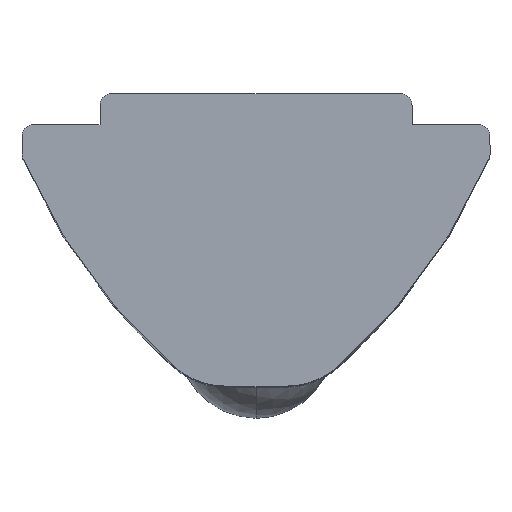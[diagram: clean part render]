
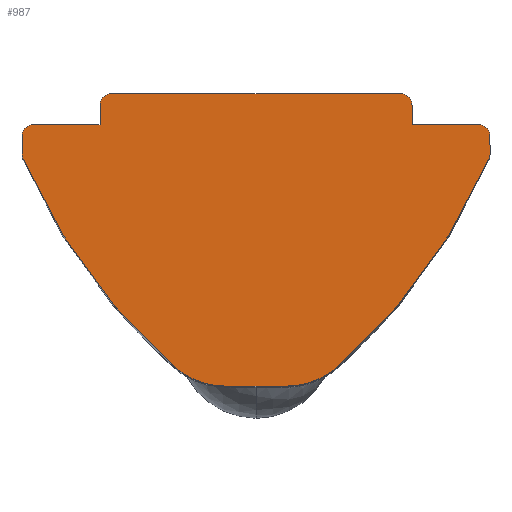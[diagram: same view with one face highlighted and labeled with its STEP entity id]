
A CAD part, top view. The second image highlights one B-rep face of the part: STEP entity #987.
In plain terms, the highlighted planar face has unit normal (0, 0, 1).
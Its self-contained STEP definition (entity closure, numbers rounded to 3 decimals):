
#3 = DIRECTION ( 'NONE',  ( 0., -1., 0. ) ) ;
#11 = EDGE_CURVE ( 'NONE', #1121, #1077, #290, .T. ) ;
#21 = AXIS2_PLACEMENT_3D ( 'NONE', #531, #537, #58 ) ;
#41 = EDGE_CURVE ( 'NONE', #47, #991, #556, .T. ) ;
#47 = VERTEX_POINT ( 'NONE', #186 ) ;
#51 = AXIS2_PLACEMENT_3D ( 'NONE', #1204, #404, #697 ) ;
#52 = CARTESIAN_POINT ( 'NONE',  ( -5.976, -1.657, 10. ) ) ;
#58 = DIRECTION ( 'NONE',  ( 1., 0., 0. ) ) ;
#72 = VECTOR ( 'NONE', #143, 1000. ) ;
#73 = ORIENTED_EDGE ( 'NONE', *, *, #1171, .T. ) ;
#74 = DIRECTION ( 'NONE',  ( 0., 0., 1. ) ) ;
#85 = VECTOR ( 'NONE', #1035, 1000. ) ;
#89 = VERTEX_POINT ( 'NONE', #1247 ) ;
#90 = AXIS2_PLACEMENT_3D ( 'NONE', #198, #1099, #612 ) ;
#95 = ORIENTED_EDGE ( 'NONE', *, *, #41, .T. ) ;
#97 = DIRECTION ( 'NONE',  ( 0., 0., 1. ) ) ;
#102 = CIRCLE ( 'NONE', #1123, 2. ) ;
#104 = CARTESIAN_POINT ( 'NONE',  ( 4., -0.3, 10. ) ) ;
#127 = VECTOR ( 'NONE', #554, 1000. ) ;
#128 = CIRCLE ( 'NONE', #414, 2. ) ;
#134 = ORIENTED_EDGE ( 'NONE', *, *, #1229, .T. ) ;
#135 = CARTESIAN_POINT ( 'NONE',  ( -3.7, 0., 10. ) ) ;
#137 = EDGE_CURVE ( 'NONE', #670, #1232, #102, .T. ) ;
#138 = CARTESIAN_POINT ( 'NONE',  ( -1.5, -7.5, 10. ) ) ;
#143 = DIRECTION ( 'NONE',  ( 1., 0., 0. ) ) ;
#149 = VECTOR ( 'NONE', #3, 1000. ) ;
#150 = DIRECTION ( 'NONE',  ( 0., -1., 0. ) ) ;
#167 = CIRCLE ( 'NONE', #434, 0.3 ) ;
#177 = EDGE_CURVE ( 'NONE', #991, #725, #571, .T. ) ;
#185 = ORIENTED_EDGE ( 'NONE', *, *, #1090, .T. ) ;
#186 = CARTESIAN_POINT ( 'NONE',  ( 3.7, 0., 10. ) ) ;
#197 = CARTESIAN_POINT ( 'NONE',  ( 3.7, -0.3, 10. ) ) ;
#198 = CARTESIAN_POINT ( 'NONE',  ( -5.7, -1.539, 10. ) ) ;
#209 = DIRECTION ( 'NONE',  ( 1., 0., 0. ) ) ;
#216 = VERTEX_POINT ( 'NONE', #104 ) ;
#219 = VERTEX_POINT ( 'NONE', #686 ) ;
#240 = LINE ( 'NONE', #830, #395 ) ;
#254 = CARTESIAN_POINT ( 'NONE',  ( 5.7, -0.8, 10. ) ) ;
#259 = CARTESIAN_POINT ( 'NONE',  ( -6., -1.1, 10. ) ) ;
#262 = CARTESIAN_POINT ( 'NONE',  ( 4., 0., 10. ) ) ;
#266 = CARTESIAN_POINT ( 'NONE',  ( -3.7, -0.3, 10. ) ) ;
#269 = CIRCLE ( 'NONE', #90, 0.3 ) ;
#270 = CIRCLE ( 'NONE', #513, 0.3 ) ;
#278 = DIRECTION ( 'NONE',  ( -1., 0., 0. ) ) ;
#279 = CARTESIAN_POINT ( 'NONE',  ( 6., -1.539, 10. ) ) ;
#290 = LINE ( 'NONE', #860, #127 ) ;
#292 = CARTESIAN_POINT ( 'NONE',  ( 6., -1.1, 10. ) ) ;
#294 = EDGE_CURVE ( 'NONE', #793, #219, #128, .T. ) ;
#300 = DIRECTION ( 'NONE',  ( 1., 0., 0. ) ) ;
#310 = DIRECTION ( 'NONE',  ( 0., 0., 1. ) ) ;
#313 = ORIENTED_EDGE ( 'NONE', *, *, #765, .T. ) ;
#316 = VERTEX_POINT ( 'NONE', #292 ) ;
#318 = EDGE_CURVE ( 'NONE', #772, #1075, #269, .T. ) ;
#320 = CARTESIAN_POINT ( 'NONE',  ( 5.7, -1.1, 10. ) ) ;
#338 = VERTEX_POINT ( 'NONE', #1110 ) ;
#339 = ORIENTED_EDGE ( 'NONE', *, *, #318, .T. ) ;
#359 = EDGE_CURVE ( 'NONE', #1075, #670, #864, .T. ) ;
#377 = CARTESIAN_POINT ( 'NONE',  ( -4., 0., 10. ) ) ;
#381 = DIRECTION ( 'NONE',  ( 0., 0., 1. ) ) ;
#395 = VECTOR ( 'NONE', #730, 1000. ) ;
#397 = CARTESIAN_POINT ( 'NONE',  ( -6., -1.539, 10. ) ) ;
#404 = DIRECTION ( 'NONE',  ( 0., 0., 1. ) ) ;
#414 = AXIS2_PLACEMENT_3D ( 'NONE', #982, #310, #209 ) ;
#434 = AXIS2_PLACEMENT_3D ( 'NONE', #1251, #381, #1148 ) ;
#437 = CARTESIAN_POINT ( 'NONE',  ( 7.806, 4.264, 10. ) ) ;
#442 = VERTEX_POINT ( 'NONE', #279 ) ;
#457 = AXIS2_PLACEMENT_3D ( 'NONE', #197, #97, #300 ) ;
#462 = DIRECTION ( 'NONE',  ( 1., 0., 0. ) ) ;
#472 = CIRCLE ( 'NONE', #21, 0.3 ) ;
#486 = DIRECTION ( 'NONE',  ( 1., 0., 0. ) ) ;
#491 = ORIENTED_EDGE ( 'NONE', *, *, #11, .T. ) ;
#495 = ORIENTED_EDGE ( 'NONE', *, *, #877, .T. ) ;
#496 = FACE_OUTER_BOUND ( 'NONE', #664, .T. ) ;
#498 = VERTEX_POINT ( 'NONE', #259 ) ;
#513 = AXIS2_PLACEMENT_3D ( 'NONE', #320, #1080, #989 ) ;
#514 = ORIENTED_EDGE ( 'NONE', *, *, #1169, .T. ) ;
#531 = CARTESIAN_POINT ( 'NONE',  ( -5.7, -1.1, 10. ) ) ;
#533 = CARTESIAN_POINT ( 'NONE',  ( -4., -0.3, 10. ) ) ;
#536 = ORIENTED_EDGE ( 'NONE', *, *, #137, .T. ) ;
#537 = DIRECTION ( 'NONE',  ( 0., 0., 1. ) ) ;
#548 = AXIS2_PLACEMENT_3D ( 'NONE', #266, #74, #462 ) ;
#550 = CIRCLE ( 'NONE', #742, 15. ) ;
#551 = DIRECTION ( 'NONE',  ( 0., 1., 0. ) ) ;
#554 = DIRECTION ( 'NONE',  ( -1., 0., 0. ) ) ;
#556 = LINE ( 'NONE', #377, #695 ) ;
#565 = CARTESIAN_POINT ( 'NONE',  ( -5.7, -0.8, 10. ) ) ;
#571 = CIRCLE ( 'NONE', #548, 0.3 ) ;
#612 = DIRECTION ( 'NONE',  ( 1., 0., 0. ) ) ;
#617 = VECTOR ( 'NONE', #551, 1000. ) ;
#619 = PLANE ( 'NONE',  #51 ) ;
#625 = CARTESIAN_POINT ( 'NONE',  ( 4., -0.8, 10. ) ) ;
#653 = EDGE_CURVE ( 'NONE', #1232, #793, #1022, .T. ) ;
#664 = EDGE_LOOP ( 'NONE', ( #1057, #1149, #920, #495, #134, #1023, #491, #185, #1036, #95, #694, #313, #1193, #73, #514, #339, #746, #536 ) ) ;
#665 = DIRECTION ( 'NONE',  ( 1., 0., 0. ) ) ;
#666 = LINE ( 'NONE', #918, #85 ) ;
#667 = LINE ( 'NONE', #1256, #149 ) ;
#670 = VERTEX_POINT ( 'NONE', #1117 ) ;
#671 = CARTESIAN_POINT ( 'NONE',  ( -0.776, -5.5, 10. ) ) ;
#686 = CARTESIAN_POINT ( 'NONE',  ( 2.097, -7.002, 10. ) ) ;
#694 = ORIENTED_EDGE ( 'NONE', *, *, #177, .T. ) ;
#695 = VECTOR ( 'NONE', #278, 1000. ) ;
#697 = DIRECTION ( 'NONE',  ( 1., 0., 0. ) ) ;
#725 = VERTEX_POINT ( 'NONE', #533 ) ;
#730 = DIRECTION ( 'NONE',  ( -1., 0., 0. ) ) ;
#732 = EDGE_CURVE ( 'NONE', #89, #1187, #240, .T. ) ;
#742 = AXIS2_PLACEMENT_3D ( 'NONE', #1176, #873, #486 ) ;
#743 = LINE ( 'NONE', #262, #617 ) ;
#746 = ORIENTED_EDGE ( 'NONE', *, *, #359, .T. ) ;
#765 = EDGE_CURVE ( 'NONE', #725, #89, #667, .T. ) ;
#772 = VERTEX_POINT ( 'NONE', #397 ) ;
#782 = CARTESIAN_POINT ( 'NONE',  ( 0.776, -7.5, 10. ) ) ;
#793 = VERTEX_POINT ( 'NONE', #782 ) ;
#826 = EDGE_CURVE ( 'NONE', #219, #338, #550, .T. ) ;
#829 = EDGE_CURVE ( 'NONE', #216, #47, #950, .T. ) ;
#830 = CARTESIAN_POINT ( 'NONE',  ( -4., -0.8, 10. ) ) ;
#851 = LINE ( 'NONE', #1025, #1079 ) ;
#860 = CARTESIAN_POINT ( 'NONE',  ( 4., -0.8, 10. ) ) ;
#861 = DIRECTION ( 'NONE',  ( 0., 0., 1. ) ) ;
#864 = CIRCLE ( 'NONE', #1083, 15. ) ;
#873 = DIRECTION ( 'NONE',  ( 0., 0., 1. ) ) ;
#877 = EDGE_CURVE ( 'NONE', #338, #442, #167, .T. ) ;
#918 = CARTESIAN_POINT ( 'NONE',  ( 6., -0.8, 10. ) ) ;
#920 = ORIENTED_EDGE ( 'NONE', *, *, #826, .T. ) ;
#950 = CIRCLE ( 'NONE', #457, 0.3 ) ;
#982 = CARTESIAN_POINT ( 'NONE',  ( 0.776, -5.5, 10. ) ) ;
#987 = ADVANCED_FACE ( 'NONE', ( #496 ), #619, .T. ) ;
#989 = DIRECTION ( 'NONE',  ( 1., 0., 0. ) ) ;
#991 = VERTEX_POINT ( 'NONE', #135 ) ;
#1011 = EDGE_CURVE ( 'NONE', #316, #1121, #270, .T. ) ;
#1022 = LINE ( 'NONE', #138, #72 ) ;
#1023 = ORIENTED_EDGE ( 'NONE', *, *, #1011, .T. ) ;
#1025 = CARTESIAN_POINT ( 'NONE',  ( -6., -0.8, 10. ) ) ;
#1027 = DIRECTION ( 'NONE',  ( 1., 0., 0. ) ) ;
#1035 = DIRECTION ( 'NONE',  ( 0., 1., 0. ) ) ;
#1036 = ORIENTED_EDGE ( 'NONE', *, *, #829, .T. ) ;
#1057 = ORIENTED_EDGE ( 'NONE', *, *, #653, .T. ) ;
#1075 = VERTEX_POINT ( 'NONE', #52 ) ;
#1077 = VERTEX_POINT ( 'NONE', #625 ) ;
#1079 = VECTOR ( 'NONE', #150, 1000. ) ;
#1080 = DIRECTION ( 'NONE',  ( 0., 0., 1. ) ) ;
#1083 = AXIS2_PLACEMENT_3D ( 'NONE', #437, #1211, #1027 ) ;
#1090 = EDGE_CURVE ( 'NONE', #1077, #216, #743, .T. ) ;
#1099 = DIRECTION ( 'NONE',  ( 0., 0., 1. ) ) ;
#1110 = CARTESIAN_POINT ( 'NONE',  ( 5.976, -1.657, 10. ) ) ;
#1117 = CARTESIAN_POINT ( 'NONE',  ( -2.097, -7.002, 10. ) ) ;
#1121 = VERTEX_POINT ( 'NONE', #254 ) ;
#1123 = AXIS2_PLACEMENT_3D ( 'NONE', #671, #861, #665 ) ;
#1148 = DIRECTION ( 'NONE',  ( 1., 0., 0. ) ) ;
#1149 = ORIENTED_EDGE ( 'NONE', *, *, #294, .T. ) ;
#1169 = EDGE_CURVE ( 'NONE', #498, #772, #851, .T. ) ;
#1171 = EDGE_CURVE ( 'NONE', #1187, #498, #472, .T. ) ;
#1176 = CARTESIAN_POINT ( 'NONE',  ( -7.806, 4.264, 10. ) ) ;
#1187 = VERTEX_POINT ( 'NONE', #565 ) ;
#1193 = ORIENTED_EDGE ( 'NONE', *, *, #732, .T. ) ;
#1204 = CARTESIAN_POINT ( 'NONE',  ( -7.806, 4.264, 10. ) ) ;
#1211 = DIRECTION ( 'NONE',  ( 0., 0., 1. ) ) ;
#1219 = CARTESIAN_POINT ( 'NONE',  ( -0.776, -7.5, 10. ) ) ;
#1229 = EDGE_CURVE ( 'NONE', #442, #316, #666, .T. ) ;
#1232 = VERTEX_POINT ( 'NONE', #1219 ) ;
#1247 = CARTESIAN_POINT ( 'NONE',  ( -4., -0.8, 10. ) ) ;
#1251 = CARTESIAN_POINT ( 'NONE',  ( 5.7, -1.539, 10. ) ) ;
#1256 = CARTESIAN_POINT ( 'NONE',  ( -4., 0., 10. ) ) ;
